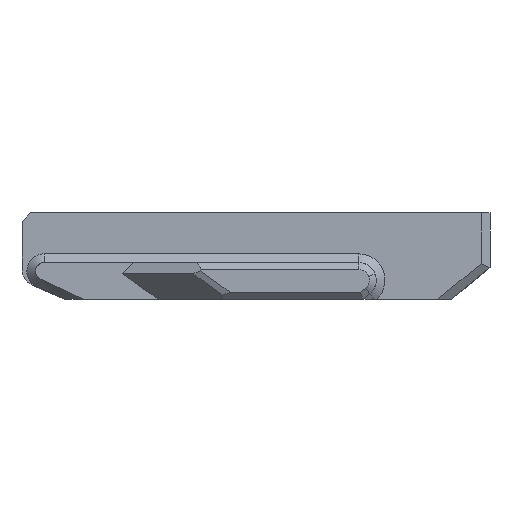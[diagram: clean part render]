
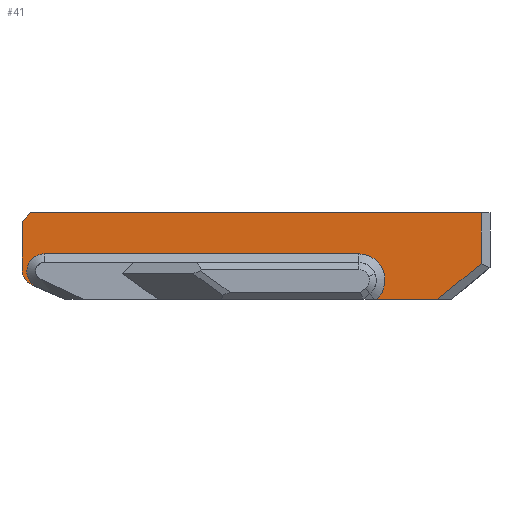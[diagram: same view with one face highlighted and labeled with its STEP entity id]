
A CAD part, left-side view. The second image highlights one B-rep face of the part: STEP entity #41.
In plain terms, the highlighted planar face has unit normal (-1, 0, 0).
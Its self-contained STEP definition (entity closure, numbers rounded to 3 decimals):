
#41=ADVANCED_FACE('',(#256),#3294,.T.);
#256=FACE_OUTER_BOUND('',#471,.T.);
#471=EDGE_LOOP('',(#750,#751,#752,#753,#754,#755,#756,#757,#758,#759,#760));
#750=ORIENTED_EDGE('',*,*,#1863,.F.);
#751=ORIENTED_EDGE('',*,*,#1862,.F.);
#752=ORIENTED_EDGE('',*,*,#1810,.F.);
#753=ORIENTED_EDGE('',*,*,#1829,.T.);
#754=ORIENTED_EDGE('',*,*,#1802,.T.);
#755=ORIENTED_EDGE('',*,*,#1808,.T.);
#756=ORIENTED_EDGE('',*,*,#1806,.T.);
#757=ORIENTED_EDGE('',*,*,#1772,.F.);
#758=ORIENTED_EDGE('',*,*,#1803,.F.);
#759=ORIENTED_EDGE('',*,*,#1989,.F.);
#760=ORIENTED_EDGE('',*,*,#1980,.F.);
#1772=EDGE_CURVE('',#2958,#2977,#2312,.T.);
#1802=EDGE_CURVE('',#2982,#2979,#2542,.T.);
#1803=EDGE_CURVE('',#2966,#2958,#2543,.T.);
#1806=EDGE_CURVE('',#2980,#2977,#2546,.T.);
#1808=EDGE_CURVE('',#2979,#2980,#2318,.T.);
#1810=EDGE_CURVE('',#2984,#3016,#2548,.T.);
#1829=EDGE_CURVE('',#2984,#2982,#2563,.T.);
#1862=EDGE_CURVE('',#3016,#3018,#2594,.T.);
#1863=EDGE_CURVE('',#3018,#3094,#2595,.T.);
#1980=EDGE_CURVE('',#3094,#3092,#2699,.T.);
#1989=EDGE_CURVE('',#3092,#2966,#2332,.T.);
#2312=TRIMMED_CURVE($,#2414,(#5106),(#5107),.T.,.CARTESIAN.);
#2318=TRIMMED_CURVE($,#2420,(#5225),(#5226),.T.,.CARTESIAN.);
#2332=TRIMMED_CURVE($,#2434,(#6002),(#6003),.T.,.CARTESIAN.);
#2414=CIRCLE('',#3761,1.);
#2420=CIRCLE('',#3767,1.);
#2434=CIRCLE('',#3781,1.5);
#2542=B_SPLINE_CURVE_WITH_KNOTS('',1,(#5208,#5209),.UNSPECIFIED.,.F.,.F.,
(2,2),(0.5,3.229),.UNSPECIFIED.);
#2543=B_SPLINE_CURVE_WITH_KNOTS('',1,(#5210,#5211,#5212,#5213),
 .UNSPECIFIED.,.F.,.F.,(2,1,1,2),(-14.597,0.,2.,3.373),
 .UNSPECIFIED.);
#2546=B_SPLINE_CURVE_WITH_KNOTS('',1,(#5218,#5219),.UNSPECIFIED.,.F.,.F.,
(2,2),(-1.192,-1.112),.UNSPECIFIED.);
#2548=B_SPLINE_CURVE_WITH_KNOTS('',1,(#5229,#5230),.UNSPECIFIED.,.F.,.F.,
(2,2),(0.5,26.248),.UNSPECIFIED.);
#2563=B_SPLINE_CURVE_WITH_KNOTS('',1,(#5297,#5298),.UNSPECIFIED.,.F.,.F.,
(2,2),(-1.,0.),.UNSPECIFIED.);
#2594=B_SPLINE_CURVE_WITH_KNOTS('',1,(#5477,#5478),.UNSPECIFIED.,.F.,.F.,
(2,2),(0.,2.904),.UNSPECIFIED.);
#2595=B_SPLINE_CURVE_WITH_KNOTS('',1,(#5479,#5480),.UNSPECIFIED.,.F.,.F.,
(2,2),(0.236,3.461),.UNSPECIFIED.);
#2699=B_SPLINE_CURVE_WITH_KNOTS('',1,(#5975,#5976),.UNSPECIFIED.,.F.,.F.,
(2,2),(4.463,7.952),.UNSPECIFIED.);
#2958=VERTEX_POINT('',#4764);
#2966=VERTEX_POINT('',#4772);
#2977=VERTEX_POINT('',#4783);
#2979=VERTEX_POINT('',#4785);
#2980=VERTEX_POINT('',#4786);
#2982=VERTEX_POINT('',#4788);
#2984=VERTEX_POINT('',#4790);
#3016=VERTEX_POINT('',#4822);
#3018=VERTEX_POINT('',#4824);
#3092=VERTEX_POINT('',#4898);
#3094=VERTEX_POINT('',#4900);
#3294=PLANE('',#3602);
#3602=AXIS2_PLACEMENT_3D('',#4280,#3878,$);
#3761=AXIS2_PLACEMENT_3D($,#5105,#4037,#4038);
#3767=AXIS2_PLACEMENT_3D($,#5224,#4049,#4050);
#3781=AXIS2_PLACEMENT_3D($,#6001,#4077,#4078);
#3878=DIRECTION('',(-1.,0.,0.));
#4037=DIRECTION('',(-1.,0.,0.));
#4038=DIRECTION('',(0.,0.,1.));
#4049=DIRECTION('',(-1.,0.,0.));
#4050=DIRECTION('',(0.,1.,0.));
#4077=DIRECTION('',(-1.,0.,0.));
#4078=DIRECTION('',(0.,-0.68,-0.733));
#4280=CARTESIAN_POINT('',(-10.75,55.651,24.049));
#4764=CARTESIAN_POINT('',(-10.75,80.622,26.649));
#4772=CARTESIAN_POINT('',(-10.75,62.653,26.649));
#4783=CARTESIAN_POINT('',(-10.75,81.063,24.751));
#4785=CARTESIAN_POINT('',(-10.75,81.9,25.771));
#4786=CARTESIAN_POINT('',(-10.75,81.302,24.856));
#4788=CARTESIAN_POINT('',(-10.75,81.9,28.5));
#4790=CARTESIAN_POINT('',(-10.75,81.4,29.));
#4822=CARTESIAN_POINT('',(-10.75,55.651,29.));
#4824=CARTESIAN_POINT('',(-10.75,55.651,26.096));
#4898=CARTESIAN_POINT('',(-10.75,61.633,24.049));
#4900=CARTESIAN_POINT('',(-10.75,58.143,24.049));
#5105=CARTESIAN_POINT('',(-10.75,80.622,25.649));
#5106=CARTESIAN_POINT('',(-10.75,80.622,26.649));
#5107=CARTESIAN_POINT('',(-10.75,81.063,24.751));
#5208=CARTESIAN_POINT('',(-10.75,81.9,28.5));
#5209=CARTESIAN_POINT('',(-10.75,81.9,25.771));
#5210=CARTESIAN_POINT('',(-10.75,62.653,26.649));
#5211=CARTESIAN_POINT('',(-10.75,77.25,26.649));
#5212=CARTESIAN_POINT('',(-10.75,79.25,26.649));
#5213=CARTESIAN_POINT('',(-10.75,80.622,26.649));
#5218=CARTESIAN_POINT('',(-10.75,81.302,24.856));
#5219=CARTESIAN_POINT('',(-10.75,81.063,24.751));
#5224=CARTESIAN_POINT('',(-10.75,80.9,25.771));
#5225=CARTESIAN_POINT('',(-10.75,81.9,25.771));
#5226=CARTESIAN_POINT('',(-10.75,81.302,24.856));
#5229=CARTESIAN_POINT('',(-10.75,81.4,29.));
#5230=CARTESIAN_POINT('',(-10.75,55.651,29.));
#5297=CARTESIAN_POINT('',(-10.75,81.4,29.));
#5298=CARTESIAN_POINT('',(-10.75,81.9,28.5));
#5477=CARTESIAN_POINT('',(-10.75,55.651,29.));
#5478=CARTESIAN_POINT('',(-10.75,55.651,26.096));
#5479=CARTESIAN_POINT('',(-10.75,55.651,26.096));
#5480=CARTESIAN_POINT('',(-10.75,58.143,24.049));
#5975=CARTESIAN_POINT('',(-10.75,58.143,24.049));
#5976=CARTESIAN_POINT('',(-10.75,61.633,24.049));
#6001=CARTESIAN_POINT('',(-10.75,62.653,25.149));
#6002=CARTESIAN_POINT('',(-10.75,61.633,24.049));
#6003=CARTESIAN_POINT('',(-10.75,62.653,26.649));
